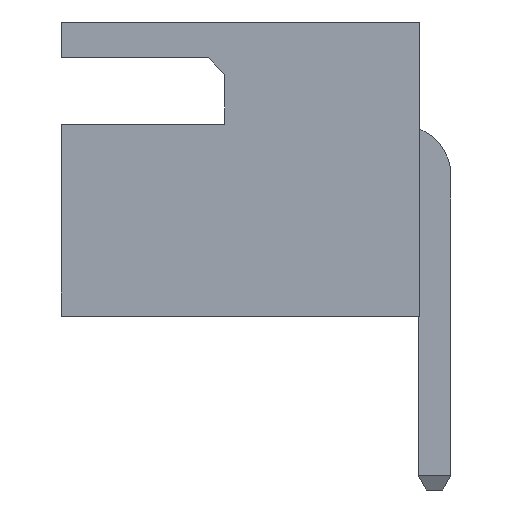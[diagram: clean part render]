
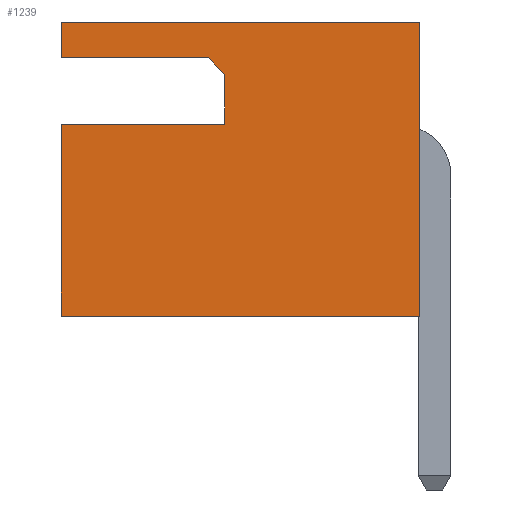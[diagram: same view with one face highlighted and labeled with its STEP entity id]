
A CAD part, left-side view. The second image highlights one B-rep face of the part: STEP entity #1239.
In plain terms, the highlighted planar face has unit normal (-1, 0, 0).
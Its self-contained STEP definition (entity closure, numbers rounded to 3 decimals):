
#1239=ADVANCED_FACE('',(#2328),#2330,.T.);
#2328=FACE_BOUND('',#2329,.T.);
#2329=EDGE_LOOP('',(#3236,#3237,#3238,#3239,#3240,#3241,#3242,#3243,#3244));
#2330=PLANE('',#2331);
#2331=AXIS2_PLACEMENT_3D('',#2332,#2333,#2334);
#2332=CARTESIAN_POINT('',(-35.05,0.3,0.));
#2333=DIRECTION('',(-1.,0.,0.));
#2334=DIRECTION('',(0.,0.,1.));
#3236=ORIENTED_EDGE('',*,*,#3790,.T.);
#3237=ORIENTED_EDGE('',*,*,#3791,.T.);
#3238=ORIENTED_EDGE('',*,*,#3792,.F.);
#3239=ORIENTED_EDGE('',*,*,#3706,.F.);
#3240=ORIENTED_EDGE('',*,*,#3729,.T.);
#3241=ORIENTED_EDGE('',*,*,#3777,.T.);
#3242=ORIENTED_EDGE('',*,*,#3793,.F.);
#3243=ORIENTED_EDGE('',*,*,#3794,.T.);
#3244=ORIENTED_EDGE('',*,*,#3795,.T.);
#3706=EDGE_CURVE('',#4256,#4258,#4259,.T.);
#3729=EDGE_CURVE('',#4256,#4288,#4290,.T.);
#3777=EDGE_CURVE('',#4288,#4356,#4358,.T.);
#3790=EDGE_CURVE('',#4371,#4372,#4373,.F.);
#3791=EDGE_CURVE('',#4372,#4374,#4375,.F.);
#3792=EDGE_CURVE('',#4258,#4374,#4376,.T.);
#3793=EDGE_CURVE('',#4377,#4356,#4378,.T.);
#3794=EDGE_CURVE('',#4377,#4379,#4380,.F.);
#3795=EDGE_CURVE('',#4379,#4371,#4381,.F.);
#4256=VERTEX_POINT('',#5273);
#4258=VERTEX_POINT('',#5277);
#4259=LINE('',#5278,#5279);
#4288=VERTEX_POINT('',#5351);
#4290=LINE('',#5355,#5356);
#4356=VERTEX_POINT('',#5515);
#4358=LINE('',#5519,#5520);
#4371=VERTEX_POINT('',#5558);
#4372=VERTEX_POINT('',#5559);
#4373=LINE('',#5560,#5561);
#4374=VERTEX_POINT('',#5563);
#4375=LINE('',#5564,#5565);
#4376=LINE('',#5567,#5568);
#4377=VERTEX_POINT('',#5570);
#4378=LINE('',#5571,#5572);
#4379=VERTEX_POINT('',#5574);
#4380=LINE('',#5575,#5576);
#4381=LINE('',#5578,#5579);
#5273=CARTESIAN_POINT('',(-35.05,0.3,0.));
#5277=CARTESIAN_POINT('',(-35.05,7.3,0.));
#5278=CARTESIAN_POINT('',(-35.05,0.3,0.));
#5279=VECTOR('',#5280,1.);
#5280=DIRECTION('',(0.,1.,0.));
#5351=CARTESIAN_POINT('',(-35.05,0.3,5.75));
#5355=CARTESIAN_POINT('',(-35.05,0.3,0.));
#5356=VECTOR('',#5357,1.);
#5357=DIRECTION('',(0.,0.,1.));
#5515=CARTESIAN_POINT('',(-35.05,7.3,5.75));
#5519=CARTESIAN_POINT('',(-35.05,0.3,5.75));
#5520=VECTOR('',#5521,1.);
#5521=DIRECTION('',(0.,1.,0.));
#5558=CARTESIAN_POINT('',(-35.05,4.1,4.725));
#5559=CARTESIAN_POINT('',(-35.05,4.1,3.75));
#5560=CARTESIAN_POINT('',(-35.05,4.1,3.75));
#5561=VECTOR('',#5562,1.);
#5562=DIRECTION('',(0.,0.,1.));
#5563=CARTESIAN_POINT('',(-35.05,7.3,3.75));
#5564=CARTESIAN_POINT('',(-35.05,7.3,3.75));
#5565=VECTOR('',#5566,1.);
#5566=DIRECTION('',(0.,-1.,0.));
#5567=CARTESIAN_POINT('',(-35.05,7.3,0.));
#5568=VECTOR('',#5569,1.);
#5569=DIRECTION('',(0.,0.,1.));
#5570=CARTESIAN_POINT('',(-35.05,7.3,5.05));
#5571=CARTESIAN_POINT('',(-35.05,7.3,5.05));
#5572=VECTOR('',#5573,1.);
#5573=DIRECTION('',(0.,0.,1.));
#5574=CARTESIAN_POINT('',(-35.05,4.425,5.05));
#5575=CARTESIAN_POINT('',(-35.05,4.425,5.05));
#5576=VECTOR('',#5577,1.);
#5577=DIRECTION('',(0.,1.,0.));
#5578=CARTESIAN_POINT('',(-35.05,4.1,4.725));
#5579=VECTOR('',#5580,1.);
#5580=DIRECTION('',(0.,0.707,0.707));
